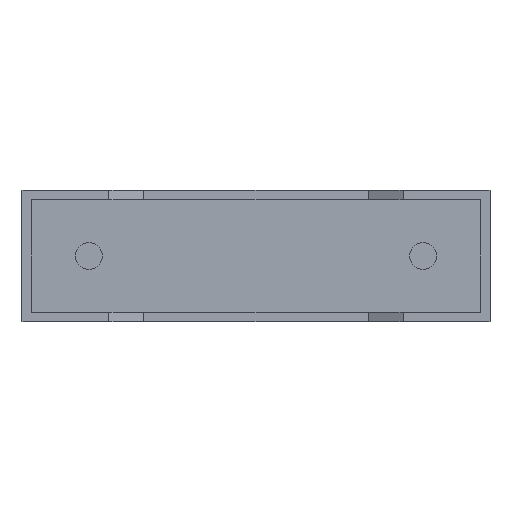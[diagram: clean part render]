
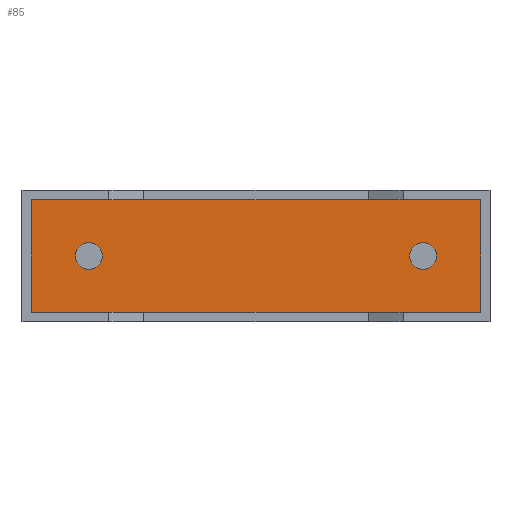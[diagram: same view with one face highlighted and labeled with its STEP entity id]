
A CAD part, front view. The second image highlights one B-rep face of the part: STEP entity #85.
In plain terms, the highlighted planar face has unit normal (0, -1, 0).
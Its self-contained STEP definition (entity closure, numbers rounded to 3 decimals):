
#85=ADVANCED_FACE('',(#120,#121,#122),#123,.T.);
#120=FACE_BOUND('',#170,.T.);
#121=FACE_BOUND('',#171,.T.);
#122=FACE_OUTER_BOUND('',#172,.T.);
#123=PLANE('',#173);
#170=EDGE_LOOP('',(#274,#275));
#171=EDGE_LOOP('',(#276,#277));
#172=EDGE_LOOP('',(#278,#279,#280,#281));
#173=AXIS2_PLACEMENT_3D('',#282,#283,#284);
#274=ORIENTED_EDGE('',*,*,#397,.T.);
#275=ORIENTED_EDGE('',*,*,#401,.T.);
#276=ORIENTED_EDGE('',*,*,#393,.T.);
#277=ORIENTED_EDGE('',*,*,#403,.T.);
#278=ORIENTED_EDGE('',*,*,#413,.F.);
#279=ORIENTED_EDGE('',*,*,#406,.T.);
#280=ORIENTED_EDGE('',*,*,#423,.T.);
#281=ORIENTED_EDGE('',*,*,#420,.T.);
#282=CARTESIAN_POINT('',(5.25,0.63,0.0));
#283=DIRECTION('',(0.0,-1.0,0.0));
#284=DIRECTION('',(0.0,0.0,-1.0));
#393=EDGE_CURVE('',#455,#452,#456,.T.);
#397=EDGE_CURVE('',#463,#460,#464,.T.);
#401=EDGE_CURVE('',#460,#463,#469,.T.);
#403=EDGE_CURVE('',#452,#455,#471,.T.);
#406=EDGE_CURVE('',#477,#475,#478,.T.);
#413=EDGE_CURVE('',#477,#490,#491,.T.);
#420=EDGE_CURVE('',#503,#490,#504,.T.);
#423=EDGE_CURVE('',#475,#503,#507,.T.);
#452=VERTEX_POINT('',#552);
#455=VERTEX_POINT('',#556);
#456=CIRCLE('',#557,0.3);
#460=VERTEX_POINT('',#562);
#463=VERTEX_POINT('',#566);
#464=CIRCLE('',#567,0.3);
#469=CIRCLE('',#573,0.3);
#471=CIRCLE('',#575,0.3);
#475=VERTEX_POINT('',#580);
#477=VERTEX_POINT('',#583);
#478=LINE('',#584,#585);
#490=VERTEX_POINT('',#603);
#491=LINE('',#604,#605);
#503=VERTEX_POINT('',#623);
#504=LINE('',#624,#625);
#507=LINE('',#630,#631);
#552=CARTESIAN_POINT('',(1.8,0.63,0.));
#556=CARTESIAN_POINT('',(1.2,0.63,0.));
#557=AXIS2_PLACEMENT_3D('',#705,#706,#707);
#562=CARTESIAN_POINT('',(9.3,0.63,0.));
#566=CARTESIAN_POINT('',(8.7,0.63,0.));
#567=AXIS2_PLACEMENT_3D('',#713,#714,#715);
#573=AXIS2_PLACEMENT_3D('',#723,#724,#725);
#575=AXIS2_PLACEMENT_3D('',#729,#730,#731);
#580=CARTESIAN_POINT('',(0.21,0.63,1.26));
#583=CARTESIAN_POINT('',(10.29,0.63,1.26));
#584=CARTESIAN_POINT('',(5.25,0.63,1.26));
#585=VECTOR('',#734,1.0);
#603=CARTESIAN_POINT('',(10.29,0.63,-1.26));
#604=CARTESIAN_POINT('',(10.29,0.63,0.0));
#605=VECTOR('',#741,1.0);
#623=CARTESIAN_POINT('',(0.21,0.63,-1.26));
#624=CARTESIAN_POINT('',(5.25,0.63,-1.26));
#625=VECTOR('',#748,1.0);
#630=CARTESIAN_POINT('',(0.21,0.63,0.0));
#631=VECTOR('',#751,1.0);
#705=CARTESIAN_POINT('',(1.5,0.63,0.0));
#706=DIRECTION('',(-0.0,1.0,0.0));
#707=DIRECTION('',(1.0,0.0,0.0));
#713=CARTESIAN_POINT('',(9.0,0.63,0.0));
#714=DIRECTION('',(-0.0,1.0,0.0));
#715=DIRECTION('',(1.0,0.0,0.0));
#723=CARTESIAN_POINT('',(9.0,0.63,0.0));
#724=DIRECTION('',(-0.0,1.0,0.0));
#725=DIRECTION('',(1.0,0.0,0.0));
#729=CARTESIAN_POINT('',(1.5,0.63,0.0));
#730=DIRECTION('',(-0.0,1.0,0.0));
#731=DIRECTION('',(1.0,0.0,0.0));
#734=DIRECTION('',(-1.0,0.0,0.0));
#741=DIRECTION('',(0.0,0.0,-1.0));
#748=DIRECTION('',(1.0,0.0,0.0));
#751=DIRECTION('',(0.0,0.0,-1.0));
